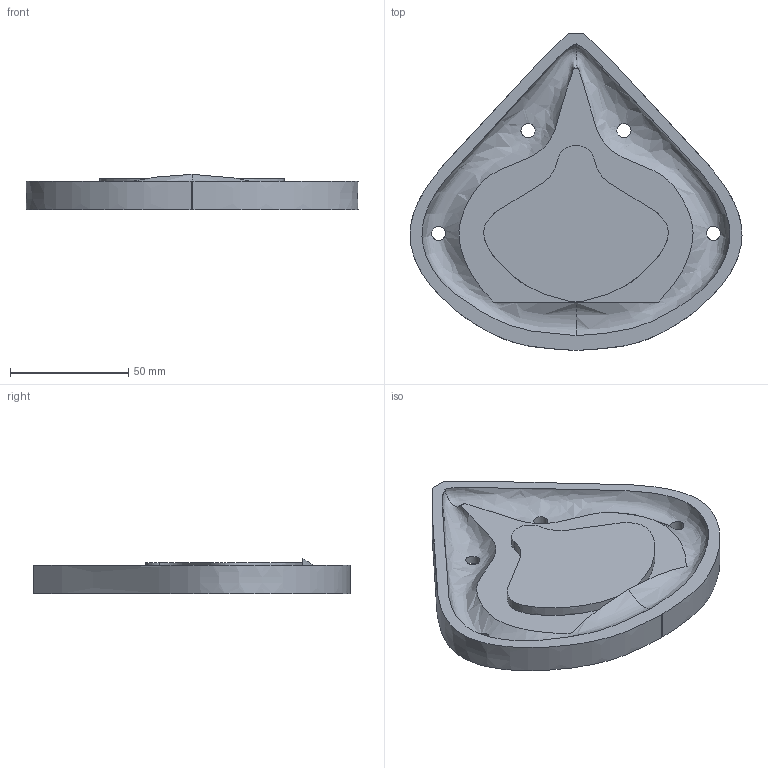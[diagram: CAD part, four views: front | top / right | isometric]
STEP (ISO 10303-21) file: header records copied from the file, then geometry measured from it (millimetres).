
FILE_DESCRIPTION( ( '' ), ' ' );
FILE_NAME( '5e941267f20f051573a3f12a.step', '2020-04-13T07:19:03', ( '' ), ( '' ), ' ', ' ', ' ' );
FILE_SCHEMA( ( 'AUTOMOTIVE_DESIGN { 1 0 10303 214 1 1 1 1 }' ) );
Length unit declared in the file: metre
Products named in the file (1): Mould part 1
Bounding box: 140.53 x 134.08 x 14.92 mm (x, y, z)
Volume: 123686.2 mm3; surface area: 32734.9 mm2
Topology: 1 solids, 1 shells, 23 faces, 56 edges, 37 vertices
Faces by surface type: plane 9, cylinder 6, extrusion 4, bspline 4
Full cylindrical faces by diameter (mm): 6 x4
Entity records: 5242 total; most frequent: CARTESIAN_POINT 4553, ORIENTED_EDGE 104, DIRECTION 71, EDGE_CURVE 52, EDGE_LOOP 37, VERTEX_POINT 37, B_SPLINE_CURVE_WITH_KNOTS 29, FACE_OUTER_BOUND 27
